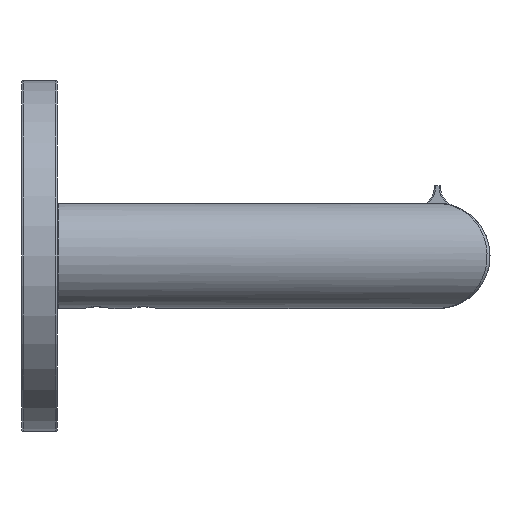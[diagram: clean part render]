
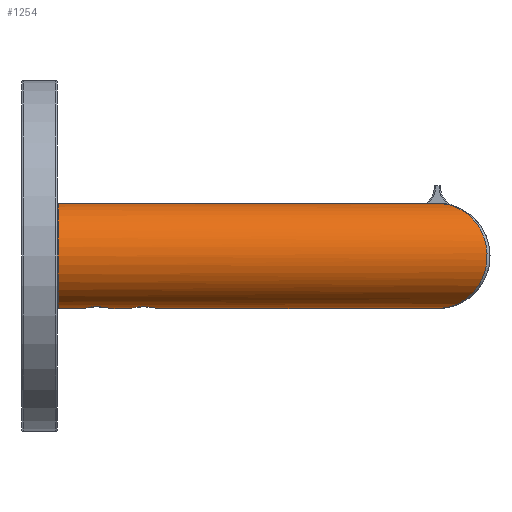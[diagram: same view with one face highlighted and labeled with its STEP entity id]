
A CAD part, left-side view. The second image highlights one B-rep face of the part: STEP entity #1254.
In plain terms, the highlighted cylindrical face has radius 9 mm (diameter 18 mm), a full revolution.
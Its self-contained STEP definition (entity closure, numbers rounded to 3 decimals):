
#155=B_SPLINE_CURVE_WITH_KNOTS('',3,(#2216,#2217,#2218,#2219,#2220,#2221,
#2222,#2223,#2224,#2225,#2226,#2227,#2228,#2229,#2230),.UNSPECIFIED.,.T.,
 .F.,(1,1,1,1,1,1,1,1,1,1,1,1,1,1,1,1,1,1,1),(-0.003,-0.002,
-0.001,0.,0.002,0.004,0.005,
0.006,0.007,0.008,0.009,
0.011,0.012,0.013,0.014,
0.015,0.017,0.019,0.02),
 .UNSPECIFIED.);
#156=B_SPLINE_CURVE_WITH_KNOTS('',3,(#2232,#2233,#2234,#2235,#2236,#2237,
#2238,#2239,#2240,#2241,#2242,#2243,#2244,#2245,#2246),.UNSPECIFIED.,.T.,
 .F.,(1,1,1,1,1,1,1,1,1,1,1,1,1,1,1,1,1,1,1),(-0.003,-0.002,
-0.001,0.,0.002,0.004,0.005,
0.006,0.007,0.008,0.009,
0.011,0.012,0.013,0.014,
0.015,0.017,0.019,0.02),
 .UNSPECIFIED.);
#175=ELLIPSE('',#1634,12.379,9.);
#176=ELLIPSE('',#1635,13.086,9.);
#231=CYLINDRICAL_SURFACE('',#1632,9.);
#280=ORIENTED_EDGE('',*,*,#594,.F.);
#281=ORIENTED_EDGE('',*,*,#595,.F.);
#282=ORIENTED_EDGE('',*,*,#596,.T.);
#283=ORIENTED_EDGE('',*,*,#597,.T.);
#284=ORIENTED_EDGE('',*,*,#598,.T.);
#594=EDGE_CURVE('',#757,#757,#155,.T.);
#595=EDGE_CURVE('',#758,#758,#156,.T.);
#596=EDGE_CURVE('',#759,#759,#871,.F.);
#597=EDGE_CURVE('',#753,#754,#175,.T.);
#598=EDGE_CURVE('',#754,#753,#176,.T.);
#753=VERTEX_POINT('',#2205);
#754=VERTEX_POINT('',#2206);
#757=VERTEX_POINT('',#2231);
#758=VERTEX_POINT('',#2247);
#759=VERTEX_POINT('',#2249);
#871=CIRCLE('',#1633,9.);
#959=EDGE_LOOP('',(#280));
#960=EDGE_LOOP('',(#281));
#961=EDGE_LOOP('',(#282));
#962=EDGE_LOOP('',(#283,#284));
#1095=FACE_BOUND('',#959,.T.);
#1096=FACE_BOUND('',#960,.T.);
#1097=FACE_BOUND('',#961,.T.);
#1098=FACE_BOUND('',#962,.T.);
#1254=ADVANCED_FACE('',(#1095,#1096,#1097,#1098),#231,.T.);
#1632=AXIS2_PLACEMENT_3D('',#2215,#1834,#1835);
#1633=AXIS2_PLACEMENT_3D('',#2248,#1836,#1837);
#1634=AXIS2_PLACEMENT_3D('',#2250,#1838,#1839);
#1635=AXIS2_PLACEMENT_3D('',#2251,#1840,#1841);
#1834=DIRECTION('',(0.,-1.,0.));
#1835=DIRECTION('',(1.,0.,0.));
#1836=DIRECTION('',(0.,1.,0.));
#1837=DIRECTION('',(0.,0.,1.));
#1838=DIRECTION('',(-0.687,0.727,0.));
#1839=DIRECTION('',(0.727,0.687,0.));
#1840=DIRECTION('',(-0.726,0.688,0.));
#1841=DIRECTION('',(0.688,0.726,0.));
#2205=CARTESIAN_POINT('',(0.,-65.,-9.));
#2206=CARTESIAN_POINT('',(0.,-65.,9.));
#2215=CARTESIAN_POINT('',(0.,0.,0.));
#2216=CARTESIAN_POINT('',(-0.988,-17.192,-8.96));
#2217=CARTESIAN_POINT('',(-1.977,-16.35,-8.798));
#2218=CARTESIAN_POINT('',(-2.489,-14.755,-8.644));
#2219=CARTESIAN_POINT('',(-1.928,-13.174,-8.81));
#2220=CARTESIAN_POINT('',(-0.92,-12.374,-8.968));
#2221=CARTESIAN_POINT('',(0.034,-12.155,-9.018));
#2222=CARTESIAN_POINT('',(0.984,-12.406,-8.96));
#2223=CARTESIAN_POINT('',(1.973,-13.243,-8.799));
#2224=CARTESIAN_POINT('',(2.49,-14.842,-8.644));
#2225=CARTESIAN_POINT('',(1.929,-16.424,-8.81));
#2226=CARTESIAN_POINT('',(0.921,-17.225,-8.967));
#2227=CARTESIAN_POINT('',(-0.035,-17.446,-9.018));
#2228=CARTESIAN_POINT('',(-0.988,-17.192,-8.96));
#2229=CARTESIAN_POINT('',(-1.977,-16.35,-8.798));
#2230=CARTESIAN_POINT('',(-2.489,-14.755,-8.644));
#2231=CARTESIAN_POINT('',(-1.682,-16.524,-8.841));
#2232=CARTESIAN_POINT('',(-0.988,-9.192,-8.96));
#2233=CARTESIAN_POINT('',(-1.977,-8.35,-8.798));
#2234=CARTESIAN_POINT('',(-2.489,-6.755,-8.644));
#2235=CARTESIAN_POINT('',(-1.928,-5.174,-8.81));
#2236=CARTESIAN_POINT('',(-0.92,-4.374,-8.968));
#2237=CARTESIAN_POINT('',(0.034,-4.155,-9.018));
#2238=CARTESIAN_POINT('',(0.984,-4.406,-8.96));
#2239=CARTESIAN_POINT('',(1.973,-5.243,-8.799));
#2240=CARTESIAN_POINT('',(2.49,-6.842,-8.644));
#2241=CARTESIAN_POINT('',(1.929,-8.424,-8.81));
#2242=CARTESIAN_POINT('',(0.921,-9.225,-8.967));
#2243=CARTESIAN_POINT('',(-0.035,-9.446,-9.018));
#2244=CARTESIAN_POINT('',(-0.988,-9.192,-8.96));
#2245=CARTESIAN_POINT('',(-1.977,-8.35,-8.798));
#2246=CARTESIAN_POINT('',(-2.489,-6.755,-8.644));
#2247=CARTESIAN_POINT('',(-1.682,-8.524,-8.841));
#2248=CARTESIAN_POINT('',(0.,-0.2,0.));
#2249=CARTESIAN_POINT('',(0.,-0.2,9.));
#2250=CARTESIAN_POINT('',(0.,-65.,0.));
#2251=CARTESIAN_POINT('',(0.,-65.,0.));
